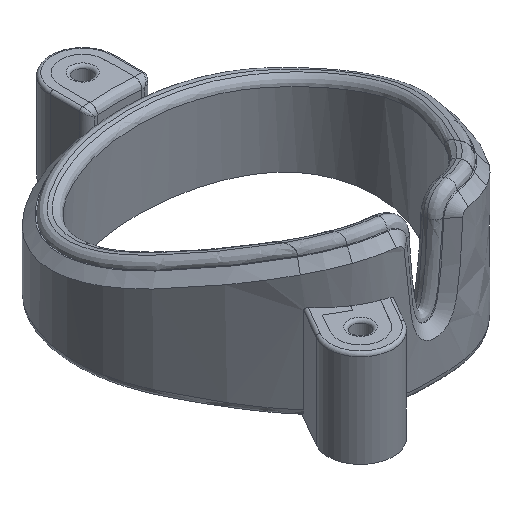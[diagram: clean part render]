
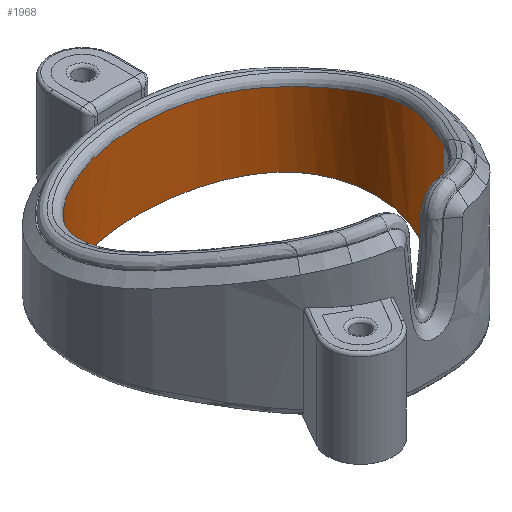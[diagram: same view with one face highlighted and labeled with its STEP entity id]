
A CAD part, isometric view. The second image highlights one B-rep face of the part: STEP entity #1968.
In plain terms, the highlighted free-form (B-spline) face has degree [3, 1] with [21, 2] control points.
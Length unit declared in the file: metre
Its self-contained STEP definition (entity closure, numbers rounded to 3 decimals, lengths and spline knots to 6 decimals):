
#246=B_SPLINE_CURVE_WITH_KNOTS('',3,(#5203,#5204,#5205,#5206,#5207,#5208,
#5209,#5210,#5211,#5212,#5213,#5214,#5215,#5216,#5217,#5218,#5219,#5220,
#5221,#5222,#5223,#5224,#5225,#5226,#5227,#5228,#5229,#5230,#5231),
 .UNSPECIFIED.,.F.,.F.,(4,1,1,1,1,1,1,1,1,1,1,1,1,1,1,1,1,1,1,1,1,1,1,1,
1,1,4),(0.,0.005504,0.011008,0.01376,0.016512,
0.019264,0.022016,0.024768,0.02752,
0.030272,0.033024,0.038528,0.04128,
0.044032,0.049536,0.052288,0.05504,
0.057792,0.060544,0.063296,0.066048,
0.0688,0.071552,0.074304,0.077056,
0.08256,0.088064),.UNSPECIFIED.);
#247=B_SPLINE_CURVE_WITH_KNOTS('',3,(#5235,#5236,#5237,#5238,#5239,#5240,
#5241,#5242,#5243,#5244,#5245,#5246,#5247),.UNSPECIFIED.,.T.,.F.,(1,3,1,
1,1,1,1,1,1,1,1,3,1),(-0.119499,0.,0.119499,0.21531,
0.31112,0.420568,0.5,0.579432,0.68888,
0.78469,0.880501,1.,1.119499),.UNSPECIFIED.);
#690=ORIENTED_EDGE('',*,*,#1097,.F.);
#691=ORIENTED_EDGE('',*,*,#1098,.T.);
#692=ORIENTED_EDGE('',*,*,#1099,.T.);
#693=ORIENTED_EDGE('',*,*,#1100,.F.);
#1097=EDGE_CURVE('',#1322,#1323,#1459,.T.);
#1098=EDGE_CURVE('',#1322,#1324,#246,.T.);
#1099=EDGE_CURVE('',#1324,#1325,#1460,.T.);
#1100=EDGE_CURVE('',#1323,#1325,#247,.T.);
#1322=VERTEX_POINT('',#5201);
#1323=VERTEX_POINT('',#5202);
#1324=VERTEX_POINT('',#5232);
#1325=VERTEX_POINT('',#5234);
#1459=LINE('',#5200,#1565);
#1460=LINE('',#5233,#1566);
#1565=VECTOR('',#2394,1.);
#1566=VECTOR('',#2395,1.);
#1676=EDGE_LOOP('',(#690,#691,#692,#693));
#1805=FACE_BOUND('',#1676,.T.);
#1884=B_SPLINE_SURFACE_WITH_KNOTS('',3,1,((#5158,#5159),(#5160,#5161),(#5162,
#5163),(#5164,#5165),(#5166,#5167),(#5168,#5169),(#5170,#5171),(#5172,#5173),
(#5174,#5175),(#5176,#5177),(#5178,#5179),(#5180,#5181),(#5182,#5183),(#5184,
#5185),(#5186,#5187),(#5188,#5189),(#5190,#5191),(#5192,#5193),(#5194,#5195),
(#5196,#5197),(#5198,#5199)),.SURF_OF_LINEAR_EXTRUSION.,.F.,.F.,.F.,(4,
1,1,1,1,1,1,1,1,1,1,1,1,1,1,1,1,1,4),(2,2),(0.642233,0.686954,
0.731675,0.776396,0.821117,0.865837,
0.888198,0.910558,0.955279,1.,1.044721,
1.089442,1.111802,1.134163,1.178883,1.223604,
1.268325,1.313046,1.357767),(0.,1.),
 .UNSPECIFIED.);
#1968=ADVANCED_FACE('',(#1805),#1884,.T.);
#2394=DIRECTION('',(0.,0.,-1.));
#2395=DIRECTION('',(0.,0.,-1.));
#5158=CARTESIAN_POINT('',(0.01195,-0.01097,0.017034));
#5159=CARTESIAN_POINT('',(0.01195,-0.01097,0.));
#5160=CARTESIAN_POINT('',(0.013062,-0.009372,0.017034));
#5161=CARTESIAN_POINT('',(0.013062,-0.009372,0.));
#5162=CARTESIAN_POINT('',(0.015111,-0.005923,0.017034));
#5163=CARTESIAN_POINT('',(0.015111,-0.005923,0.));
#5164=CARTESIAN_POINT('',(0.017376,-0.001409,0.017034));
#5165=CARTESIAN_POINT('',(0.017376,-0.001409,0.));
#5166=CARTESIAN_POINT('',(0.018559,0.002918,0.017034));
#5167=CARTESIAN_POINT('',(0.018559,0.002918,0.));
#5168=CARTESIAN_POINT('',(0.018398,0.007744,0.017034));
#5169=CARTESIAN_POINT('',(0.018398,0.007744,0.));
#5170=CARTESIAN_POINT('',(0.016837,0.01164,0.017034));
#5171=CARTESIAN_POINT('',(0.016837,0.01164,0.));
#5172=CARTESIAN_POINT('',(0.014519,0.01421,0.017034));
#5173=CARTESIAN_POINT('',(0.014519,0.01421,0.));
#5174=CARTESIAN_POINT('',(0.011484,0.016317,0.017034));
#5175=CARTESIAN_POINT('',(0.011484,0.016317,0.));
#5176=CARTESIAN_POINT('',(0.006647,0.018096,0.017034));
#5177=CARTESIAN_POINT('',(0.006647,0.018096,0.));
#5178=CARTESIAN_POINT('',(0.,0.018819,0.017034));
#5179=CARTESIAN_POINT('',(0.,0.018819,0.));
#5180=CARTESIAN_POINT('',(-0.006647,0.018096,0.017034));
#5181=CARTESIAN_POINT('',(-0.006647,0.018096,0.));
#5182=CARTESIAN_POINT('',(-0.011484,0.016317,0.017034));
#5183=CARTESIAN_POINT('',(-0.011484,0.016317,0.));
#5184=CARTESIAN_POINT('',(-0.014519,0.01421,0.017034));
#5185=CARTESIAN_POINT('',(-0.014519,0.01421,0.));
#5186=CARTESIAN_POINT('',(-0.016837,0.01164,0.017034));
#5187=CARTESIAN_POINT('',(-0.016837,0.01164,0.));
#5188=CARTESIAN_POINT('',(-0.018398,0.007744,0.017034));
#5189=CARTESIAN_POINT('',(-0.018398,0.007744,0.));
#5190=CARTESIAN_POINT('',(-0.018559,0.002918,0.017034));
#5191=CARTESIAN_POINT('',(-0.018559,0.002918,0.));
#5192=CARTESIAN_POINT('',(-0.017376,-0.001409,0.017034));
#5193=CARTESIAN_POINT('',(-0.017376,-0.001409,0.));
#5194=CARTESIAN_POINT('',(-0.015111,-0.005923,0.017034));
#5195=CARTESIAN_POINT('',(-0.015111,-0.005923,0.));
#5196=CARTESIAN_POINT('',(-0.013062,-0.009372,0.017034));
#5197=CARTESIAN_POINT('',(-0.013062,-0.009372,0.));
#5198=CARTESIAN_POINT('',(-0.01195,-0.01097,0.017034));
#5199=CARTESIAN_POINT('',(-0.01195,-0.01097,0.));
#5200=CARTESIAN_POINT('',(0.01195,-0.01097,0.022));
#5201=CARTESIAN_POINT('',(0.01195,-0.01097,0.016933));
#5202=CARTESIAN_POINT('',(0.01195,-0.01097,0.));
#5203=CARTESIAN_POINT('',(0.01195,-0.01097,0.016933));
#5204=CARTESIAN_POINT('',(0.012959,-0.00952,0.016404));
#5205=CARTESIAN_POINT('',(0.014772,-0.006505,0.015354));
#5206=CARTESIAN_POINT('',(0.016825,-0.002601,0.014074));
#5207=CARTESIAN_POINT('',(0.017984,0.000748,0.012993));
#5208=CARTESIAN_POINT('',(0.018446,0.003328,0.012182));
#5209=CARTESIAN_POINT('',(0.01845,0.00601,0.011398));
#5210=CARTESIAN_POINT('',(0.017975,0.008644,0.010715));
#5211=CARTESIAN_POINT('',(0.016955,0.011189,0.010187));
#5212=CARTESIAN_POINT('',(0.015328,0.013457,0.00993));
#5213=CARTESIAN_POINT('',(0.013168,0.015224,0.009998));
#5214=CARTESIAN_POINT('',(0.009933,0.016966,0.01022));
#5215=CARTESIAN_POINT('',(0.00636,0.018001,0.010389));
#5216=CARTESIAN_POINT('',(0.002747,0.018497,0.010464));
#5217=CARTESIAN_POINT('',(-0.000945,0.01866,0.010489));
#5218=CARTESIAN_POINT('',(-0.004594,0.018332,0.010439));
#5219=CARTESIAN_POINT('',(-0.008137,0.017485,0.010307));
#5220=CARTESIAN_POINT('',(-0.010753,0.016527,0.010163));
#5221=CARTESIAN_POINT('',(-0.013186,0.015213,0.009997));
#5222=CARTESIAN_POINT('',(-0.015343,0.013442,0.009931));
#5223=CARTESIAN_POINT('',(-0.016966,0.01117,0.010191));
#5224=CARTESIAN_POINT('',(-0.017983,0.008619,0.010721));
#5225=CARTESIAN_POINT('',(-0.018451,0.005988,0.011404));
#5226=CARTESIAN_POINT('',(-0.018444,0.003306,0.012189));
#5227=CARTESIAN_POINT('',(-0.017975,0.000712,0.013005));
#5228=CARTESIAN_POINT('',(-0.016805,-0.002642,0.014088));
#5229=CARTESIAN_POINT('',(-0.014765,-0.006515,0.015358));
#5230=CARTESIAN_POINT('',(-0.012957,-0.009523,0.016405));
#5231=CARTESIAN_POINT('',(-0.01195,-0.01097,0.016933));
#5232=CARTESIAN_POINT('',(-0.01195,-0.01097,0.016933));
#5233=CARTESIAN_POINT('',(-0.01195,-0.01097,0.022));
#5234=CARTESIAN_POINT('',(-0.01195,-0.01097,0.));
#5235=CARTESIAN_POINT('',(0.,0.018578,0.));
#5236=CARTESIAN_POINT('',(-0.00592,0.018578,0.));
#5237=CARTESIAN_POINT('',(-0.016586,0.015476,0.));
#5238=CARTESIAN_POINT('',(-0.019478,0.003464,0.));
#5239=CARTESIAN_POINT('',(-0.01554,-0.005717,0.));
#5240=CARTESIAN_POINT('',(-0.00782,-0.01773,0.));
#5241=CARTESIAN_POINT('',(0.,-0.01784,0.));
#5242=CARTESIAN_POINT('',(0.00782,-0.01773,0.));
#5243=CARTESIAN_POINT('',(0.01554,-0.005717,0.));
#5244=CARTESIAN_POINT('',(0.019478,0.003464,0.));
#5245=CARTESIAN_POINT('',(0.016586,0.015476,0.));
#5246=CARTESIAN_POINT('',(0.00592,0.018578,0.));
#5247=CARTESIAN_POINT('',(0.,0.018578,0.));
